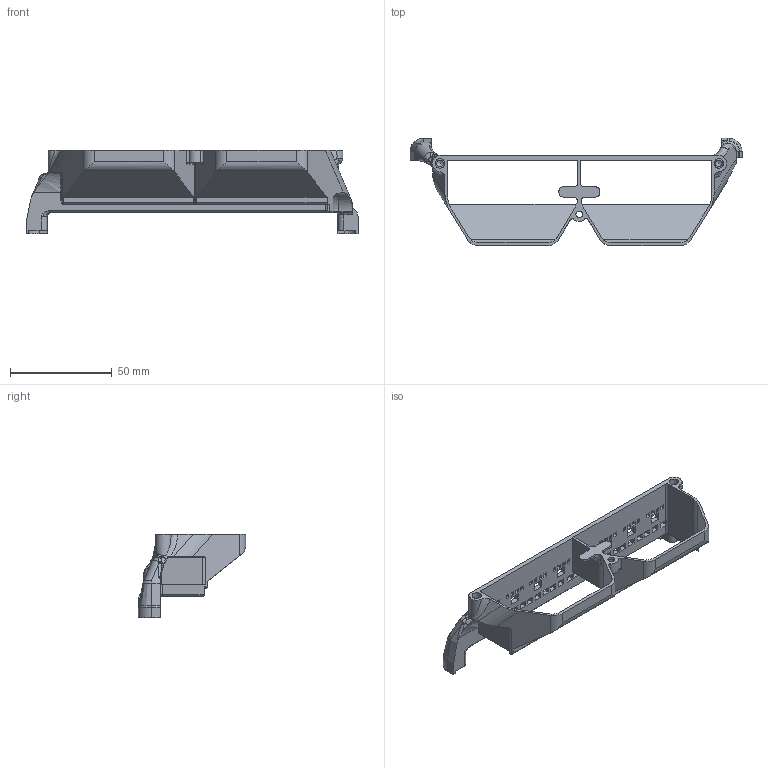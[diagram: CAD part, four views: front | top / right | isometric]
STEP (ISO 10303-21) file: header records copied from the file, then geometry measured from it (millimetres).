
FILE_DESCRIPTION(/* description */ ('','CAx-IF Rec.Pracs.---Representation and Presentation of Product Manufacturing Information (PMI)---4.0---2014-10-13'),/* implementation_level */ '2;1');
FILE_NAME(/* name */ 'Octopus Pro - FanCase - Middle v2.step',/* time_stamp */ '2024-11-26T13:53:49+01:00',/* author */ (''),/* organization */ (''),/* preprocessor_version */ 'ST-DEVELOPER v20',/* originating_system */ 'Autodesk Translation Framework v13.20.0.188',/* authorisation */ '');
FILE_SCHEMA (('AP242_MANAGED_MODEL_BASED_3D_ENGINEERING_MIM_LF { 1 0 10303 442 1 1 4 }'));
Length unit declared in the file: millimetre
Products named in the file (1): Octopus Pro - FanCase - Middle FIXED
Bounding box: 163.4 x 52.83 x 41.2 mm (x, y, z)
Volume: 23966.1 mm3; surface area: 26323.6 mm2
Topology: 1 solids, 1 shells, 525 faces, 1498 edges, 966 vertices
Faces by surface type: plane 346, bspline 83, cylinder 83, cone 8, torus 5
Full cylindrical faces by diameter (mm): 3.3 x5, 4.7 x5
Entity records: 20341 total; most frequent: CARTESIAN_POINT 6803, ORIENTED_EDGE 2970, DIRECTION 2446, EDGE_CURVE 1485, LINE 1094, VECTOR 1094, VERTEX_POINT 966, AXIS2_PLACEMENT_3D 676
